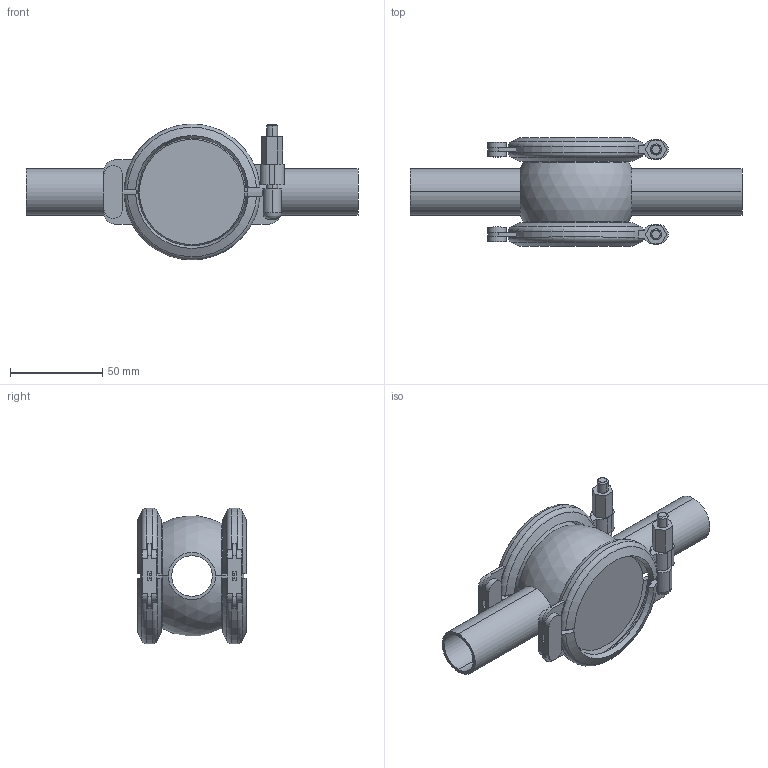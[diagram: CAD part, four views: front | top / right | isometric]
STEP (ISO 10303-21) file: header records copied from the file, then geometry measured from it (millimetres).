
FILE_DESCRIPTION((''),'2;1');
FILE_NAME('MASTER_ILGEH_ASM','2019-03-11T',('agile.cat'),(''),'PRO/ENGINEER BY PARAMETRIC TECHNOLOGY CORPORATION, 2015440','PRO/ENGINEER BY PARAMETRIC TECHNOLOGY CORPORATION, 2015440','');
FILE_SCHEMA(('CONFIG_CONTROL_DESIGN'));
Length unit declared in the file: millimetre
Products named in the file (5): VKGEH_00001_2_022; LEER_VSS; VKKLV_00001_050; LEER_VSS2; MASTER_ILGEH_ASM
Assembly tree (5 placements, depth 2):
  MASTER_ILGEH_ASM
    VKGEH_00001_2_022
    LEER_VSS
    VKKLV_00001_050  x2
    LEER_VSS2
Bounding box: 180 x 58.59 x 73.68 mm (x, y, z)
Volume: 158767.1 mm3; surface area: 59241.2 mm2
Topology: 3 solids, 3 shells, 208 faces, 562 edges, 368 vertices
Faces by surface type: plane 100, cylinder 68, cone 28, torus 8, sphere 2, bspline 2
Entity records: 3813 total; most frequent: CARTESIAN_POINT 844, DIRECTION 613, ORIENTED_EDGE 600, EDGE_CURVE 300, AXIS2_PLACEMENT_3D 233, VERTEX_POINT 196, VECTOR 147, LINE 147
